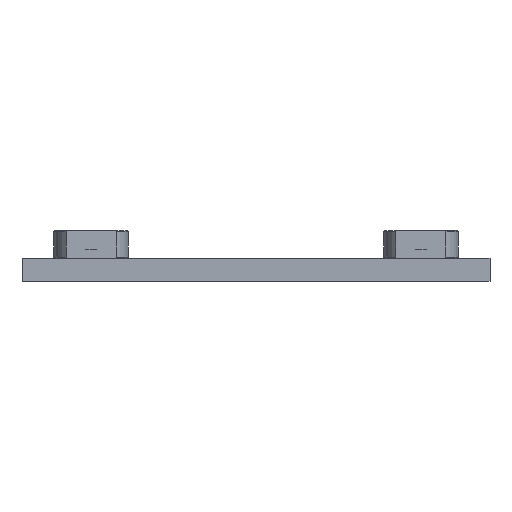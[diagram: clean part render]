
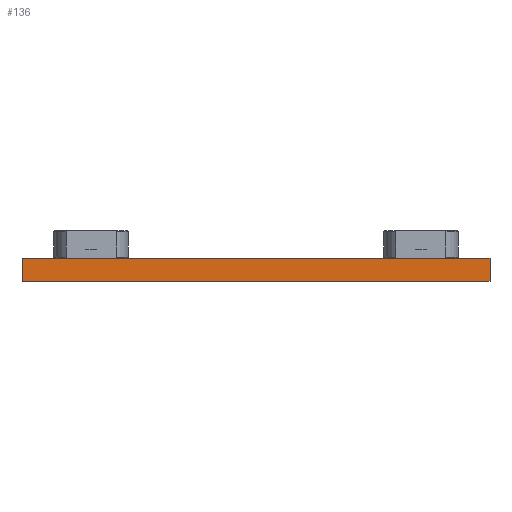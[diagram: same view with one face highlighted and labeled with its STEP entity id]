
A CAD part, front view. The second image highlights one B-rep face of the part: STEP entity #136.
In plain terms, the highlighted planar face has unit normal (0, -1, 0).
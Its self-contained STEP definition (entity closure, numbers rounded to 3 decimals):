
#136=ADVANCED_FACE('',(#415),#416,.T.);
#415=FACE_OUTER_BOUND('',#930,.T.);
#416=PLANE('',#931);
#930=EDGE_LOOP('',(#1650,#1651,#1652,#1653));
#931=AXIS2_PLACEMENT_3D('',#1654,#1655,#1656);
#1650=ORIENTED_EDGE('',*,*,#3442,.T.);
#1651=ORIENTED_EDGE('',*,*,#3435,.F.);
#1652=ORIENTED_EDGE('',*,*,#3443,.T.);
#1653=ORIENTED_EDGE('',*,*,#3440,.T.);
#1654=CARTESIAN_POINT('',(50.5,0.,0.0));
#1655=DIRECTION('',(0.0,-1.0,0.0));
#1656=DIRECTION('',(0.0,0.0,-1.0));
#3435=EDGE_CURVE('',#4143,#4138,#4145,.T.);
#3440=EDGE_CURVE('',#4153,#4151,#4154,.T.);
#3442=EDGE_CURVE('',#4151,#4138,#4156,.T.);
#3443=EDGE_CURVE('',#4143,#4153,#4157,.T.);
#4138=VERTEX_POINT('',#5246);
#4143=VERTEX_POINT('',#5253);
#4145=LINE('',#5256,#5257);
#4151=VERTEX_POINT('',#5266);
#4153=VERTEX_POINT('',#5269);
#4154=LINE('',#5270,#5271);
#4156=LINE('',#5274,#5275);
#4157=LINE('',#5276,#5277);
#5246=CARTESIAN_POINT('',(0.,0.,2.5));
#5253=CARTESIAN_POINT('',(0.,0.,0.0));
#5256=CARTESIAN_POINT('',(0.,0.,0.0));
#5257=VECTOR('',#8085,2.5);
#5266=CARTESIAN_POINT('',(50.5,0.,2.5));
#5269=CARTESIAN_POINT('',(50.5,0.,0.0));
#5270=CARTESIAN_POINT('',(50.5,0.,0.0));
#5271=VECTOR('',#8090,2.5);
#5274=CARTESIAN_POINT('',(50.5,0.,2.5));
#5275=VECTOR('',#8092,50.5);
#5276=CARTESIAN_POINT('',(0.,0.,0.0));
#5277=VECTOR('',#8093,50.5);
#8085=DIRECTION('',(0.0,0.0,1.0));
#8090=DIRECTION('',(0.0,0.0,1.0));
#8092=DIRECTION('',(-1.0,0.0,0.0));
#8093=DIRECTION('',(1.0,0.0,0.0));
